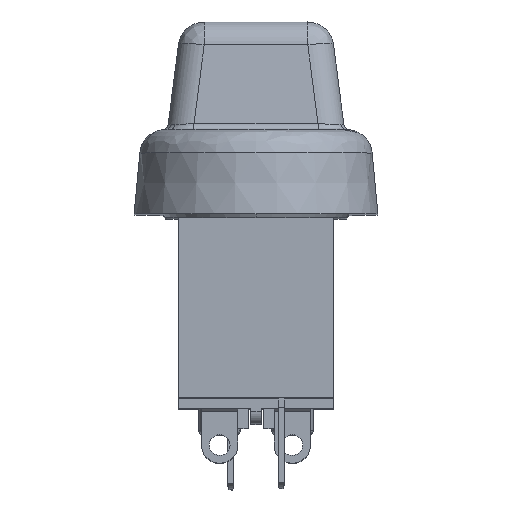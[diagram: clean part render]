
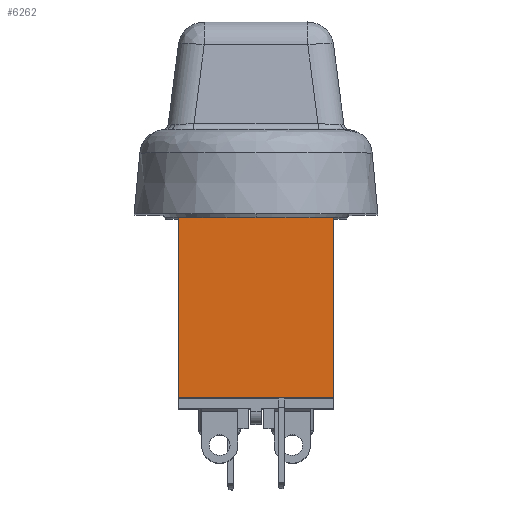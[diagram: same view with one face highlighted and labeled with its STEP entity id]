
A CAD part, top view. The second image highlights one B-rep face of the part: STEP entity #6262.
In plain terms, the highlighted planar face has unit normal (0, 0, 1).
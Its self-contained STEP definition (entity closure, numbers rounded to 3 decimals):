
#74 = EDGE_LOOP ( 'NONE', ( #2485, #2487, #2486, #2489 ) ) ;
#2485 = ORIENTED_EDGE ( 'NONE', *, *, #2763, .T. ) ;
#2486 = ORIENTED_EDGE ( 'NONE', *, *, #2760, .F. ) ;
#2487 = ORIENTED_EDGE ( 'NONE', *, *, #2762, .F. ) ;
#2489 = ORIENTED_EDGE ( 'NONE', *, *, #2735, .F. ) ;
#2735 = EDGE_CURVE ( 'NONE', #5977, #5978, #10932, .T. ) ;
#2760 = EDGE_CURVE ( 'NONE', #5978, #5984, #11009, .T. ) ;
#2762 = EDGE_CURVE ( 'NONE', #5984, #5985, #11015, .T. ) ;
#2763 = EDGE_CURVE ( 'NONE', #5977, #5985, #11018, .T. ) ;
#5977 = VERTEX_POINT ( 'NONE', #16436 ) ;
#5978 = VERTEX_POINT ( 'NONE', #16437 ) ;
#5984 = VERTEX_POINT ( 'NONE', #16443 ) ;
#5985 = VERTEX_POINT ( 'NONE', #16444 ) ;
#6262 = ADVANCED_FACE ( 'NONE', ( #15375 ), #16711, .F. ) ;
#9942 = VECTOR ( 'NONE', #10934, 1000. ) ;
#9966 = VECTOR ( 'NONE', #11011, 1000. ) ;
#9968 = VECTOR ( 'NONE', #11017, 1000. ) ;
#9969 = VECTOR ( 'NONE', #11020, 1000. ) ;
#10932 = LINE ( 'NONE', #10933, #9942 ) ;
#10933 = CARTESIAN_POINT ( 'NONE',  ( -6., -6.85, 34.5 ) ) ;
#10934 = DIRECTION ( 'NONE',  ( 0., 1., 0. ) ) ;
#11009 = LINE ( 'NONE', #11010, #9966 ) ;
#11010 = CARTESIAN_POINT ( 'NONE',  ( 0., 0.5, 34.5 ) ) ;
#11011 = DIRECTION ( 'NONE',  ( 1., 0., 0. ) ) ;
#11015 = LINE ( 'NONE', #11016, #9968 ) ;
#11016 = CARTESIAN_POINT ( 'NONE',  ( 6., -7.25, 34.5 ) ) ;
#11017 = DIRECTION ( 'NONE',  ( 0., -1., 0. ) ) ;
#11018 = LINE ( 'NONE', #11019, #9969 ) ;
#11019 = CARTESIAN_POINT ( 'NONE',  ( 0., -14.2, 34.5 ) ) ;
#11020 = DIRECTION ( 'NONE',  ( 1., 0., 0. ) ) ;
#15375 = FACE_OUTER_BOUND ( 'NONE', #74, .T. ) ;
#15376 = AXIS2_PLACEMENT_3D ( 'NONE', #16712, #16713, #16714 ) ;
#16436 = CARTESIAN_POINT ( 'NONE',  ( -6., -14.2, 34.5 ) ) ;
#16437 = CARTESIAN_POINT ( 'NONE',  ( -6., 0.5, 34.5 ) ) ;
#16443 = CARTESIAN_POINT ( 'NONE',  ( 6., 0.5, 34.5 ) ) ;
#16444 = CARTESIAN_POINT ( 'NONE',  ( 6., -14.2, 34.5 ) ) ;
#16711 = PLANE ( 'NONE',  #15376 ) ;
#16712 = CARTESIAN_POINT ( 'NONE',  ( 6., -14.2, 34.5 ) ) ;
#16713 = DIRECTION ( 'NONE',  ( 0., 0., -1. ) ) ;
#16714 = DIRECTION ( 'NONE',  ( -1., 0., 0. ) ) ;
